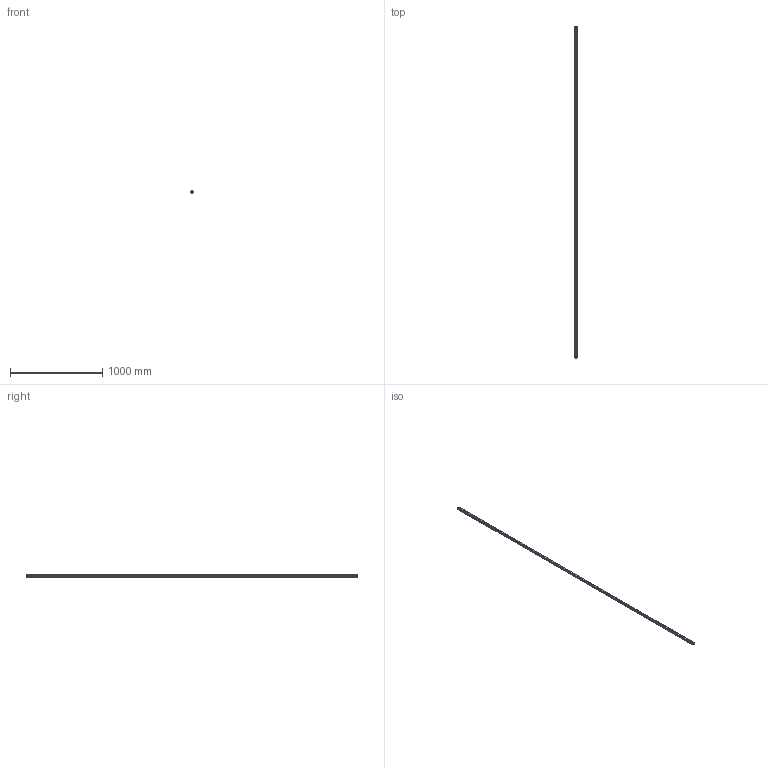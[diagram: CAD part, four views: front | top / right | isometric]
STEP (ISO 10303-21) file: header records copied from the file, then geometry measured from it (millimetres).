
FILE_DESCRIPTION(('STEP AP214'),'1');
FILE_NAME('cctmp_A3049B7E-5FF0-42A7-9D09-77F0CACE3CCA_2020_5_28_15_6_9_190..stp','2020-05-28T13:06:09',('HIWIN GmbH'),('CADClick - www.CADClick.com'),'Spatial InterOp 3D',' ','unknown authorization');
FILE_SCHEMA(('AUTOMOTIVE_DESIGN'));
Length unit declared in the file: millimetre
Products named in the file (1): HGR25R3600H_FILE
Bounding box: 23 x 3600 x 22 mm (x, y, z)
Volume: 1496649.3 mm3; surface area: 369619.6 mm2
Topology: 1 solids, 1 shells, 831 faces, 2115 edges, 1410 vertices
Faces by surface type: plane 449, cylinder 382
Entity records: 32445 total; most frequent: DIRECTION 5023, CARTESIAN_POINT 4357, ORIENTED_EDGE 4230, EDGE_CURVE 2115, AXIS2_PLACEMENT_3D 2076, VERTEX_POINT 1410, CIRCLE 1004, EDGE_LOOP 955
